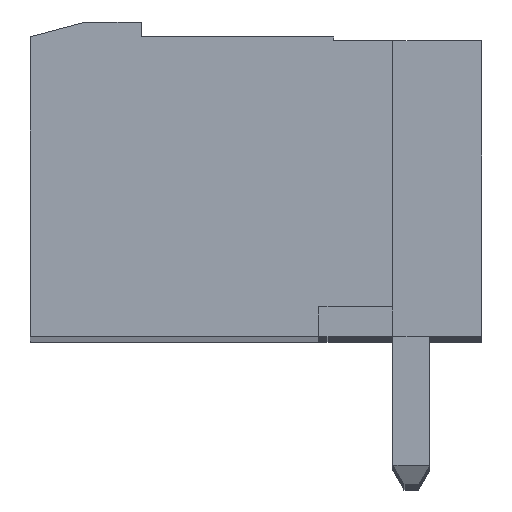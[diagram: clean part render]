
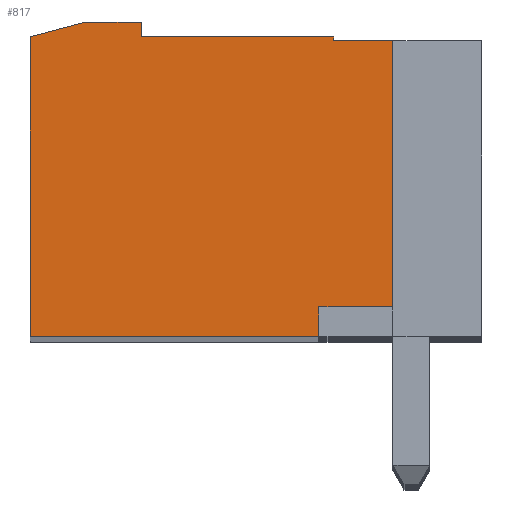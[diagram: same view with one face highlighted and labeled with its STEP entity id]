
A CAD part, top view. The second image highlights one B-rep face of the part: STEP entity #817.
In plain terms, the highlighted planar face has unit normal (0, 0, 1).
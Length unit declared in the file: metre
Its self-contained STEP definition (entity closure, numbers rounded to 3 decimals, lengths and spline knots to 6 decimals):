
#817=ADVANCED_FACE('',(#2406),#2407,.F.);
#2406=FACE_OUTER_BOUND('',#4802,.T.);
#2407=PLANE('',#4803);
#4802=EDGE_LOOP('',(#7559,#7560,#7561,#7562,#7563,#7564,#7565,#7566,#7567,#7568,#7569));
#4803=AXIS2_PLACEMENT_3D('',#7570,#7571,#7572);
#7559=ORIENTED_EDGE('',*,*,#14644,.F.);
#7560=ORIENTED_EDGE('',*,*,#14645,.T.);
#7561=ORIENTED_EDGE('',*,*,#14646,.F.);
#7562=ORIENTED_EDGE('',*,*,#14348,.F.);
#7563=ORIENTED_EDGE('',*,*,#14642,.F.);
#7564=ORIENTED_EDGE('',*,*,#14291,.F.);
#7565=ORIENTED_EDGE('',*,*,#14639,.F.);
#7566=ORIENTED_EDGE('',*,*,#14550,.F.);
#7567=ORIENTED_EDGE('',*,*,#14602,.F.);
#7568=ORIENTED_EDGE('',*,*,#14636,.F.);
#7569=ORIENTED_EDGE('',*,*,#14545,.F.);
#7570=CARTESIAN_POINT('',(-0.007835,0.113995,0.00484));
#7571=DIRECTION('',(0.,0.,-1.0));
#7572=DIRECTION('',(0.,-1.0,0.));
#14291=EDGE_CURVE('',#17082,#17077,#17084,.T.);
#14348=EDGE_CURVE('',#17195,#17094,#17197,.T.);
#14545=EDGE_CURVE('',#17588,#17295,#17590,.T.);
#14550=EDGE_CURVE('',#17597,#17592,#17599,.T.);
#14602=EDGE_CURVE('',#17699,#17597,#17701,.T.);
#14636=EDGE_CURVE('',#17295,#17699,#17765,.T.);
#14639=EDGE_CURVE('',#17592,#17082,#17768,.T.);
#14642=EDGE_CURVE('',#17077,#17195,#17771,.T.);
#14644=EDGE_CURVE('',#17773,#17588,#17774,.T.);
#14645=EDGE_CURVE('',#17773,#17775,#17776,.T.);
#14646=EDGE_CURVE('',#17094,#17775,#17777,.T.);
#17077=VERTEX_POINT('',#21166);
#17082=VERTEX_POINT('',#21173);
#17084=LINE('',#21176,#21177);
#17094=VERTEX_POINT('',#21191);
#17195=VERTEX_POINT('',#21342);
#17197=LINE('',#21345,#21346);
#17295=VERTEX_POINT('',#21492);
#17588=VERTEX_POINT('',#21931);
#17590=LINE('',#21934,#21935);
#17592=VERTEX_POINT('',#21937);
#17597=VERTEX_POINT('',#21944);
#17599=LINE('',#21947,#21948);
#17699=VERTEX_POINT('',#22097);
#17701=LINE('',#22100,#22101);
#17765=LINE('',#22185,#22186);
#17768=LINE('',#22190,#22191);
#17771=LINE('',#22195,#22196);
#17773=VERTEX_POINT('',#22198);
#17774=LINE('',#22199,#22200);
#17775=VERTEX_POINT('',#22201);
#17776=LINE('',#22202,#22203);
#17777=LINE('',#22204,#22205);
#21166=CARTESIAN_POINT('',(-0.002635,0.113495,0.00484));
#21173=CARTESIAN_POINT('',(-0.007835,0.113495,0.00484));
#21176=CARTESIAN_POINT('',(-0.002635,0.113495,0.00484));
#21177=VECTOR('',#27184,1.0);
#21191=CARTESIAN_POINT('',(-0.001035,0.113395,0.00484));
#21342=CARTESIAN_POINT('',(-0.002635,0.113395,0.00484));
#21345=CARTESIAN_POINT('',(-0.001035,0.113395,0.00484));
#21346=VECTOR('',#27240,1.0);
#21492=CARTESIAN_POINT('',(-0.010835,0.105395,0.00484));
#21931=CARTESIAN_POINT('',(-0.003035,0.105395,0.00484));
#21934=CARTESIAN_POINT('',(-0.010835,0.105395,0.00484));
#21935=VECTOR('',#27436,1.0);
#21937=CARTESIAN_POINT('',(-0.007835,0.113895,0.00484));
#21944=CARTESIAN_POINT('',(-0.009342,0.113895,0.00484));
#21947=CARTESIAN_POINT('',(-0.007835,0.113895,0.00484));
#21948=VECTOR('',#27440,1.0);
#22097=CARTESIAN_POINT('',(-0.010835,0.113495,0.00484));
#22100=CARTESIAN_POINT('',(-0.009342,0.113895,0.00484));
#22101=VECTOR('',#27491,1.0);
#22185=CARTESIAN_POINT('',(-0.010835,0.113595,0.00484));
#22186=VECTOR('',#27548,1.0);
#22190=CARTESIAN_POINT('',(-0.007835,0.113495,0.00484));
#22191=VECTOR('',#27550,1.0);
#22195=CARTESIAN_POINT('',(-0.002635,0.113295,0.00484));
#22196=VECTOR('',#27552,1.0);
#22198=CARTESIAN_POINT('',(-0.003035,0.106195,0.00484));
#22199=CARTESIAN_POINT('',(-0.003035,0.113995,0.00484));
#22200=VECTOR('',#27553,1.0);
#22201=CARTESIAN_POINT('',(-0.001035,0.106195,0.00484));
#22202=CARTESIAN_POINT('',(-0.007835,0.106195,0.00484));
#22203=VECTOR('',#27554,1.0);
#22204=CARTESIAN_POINT('',(-0.001035,0.105395,0.00484));
#22205=VECTOR('',#27555,1.0);
#27184=DIRECTION('',(1.0,0.,0.));
#27240=DIRECTION('',(1.0,0.,0.));
#27436=DIRECTION('',(-1.0,0.,0.));
#27440=DIRECTION('',(1.0,0.,0.));
#27491=DIRECTION('',(0.966,0.259,0.));
#27548=DIRECTION('',(0.,1.0,0.));
#27550=DIRECTION('',(0.,-1.0,0.));
#27552=DIRECTION('',(0.,-1.0,0.));
#27553=DIRECTION('',(0.,-1.0,0.));
#27554=DIRECTION('',(1.0,0.0,0.));
#27555=DIRECTION('',(0.,-1.0,0.));
